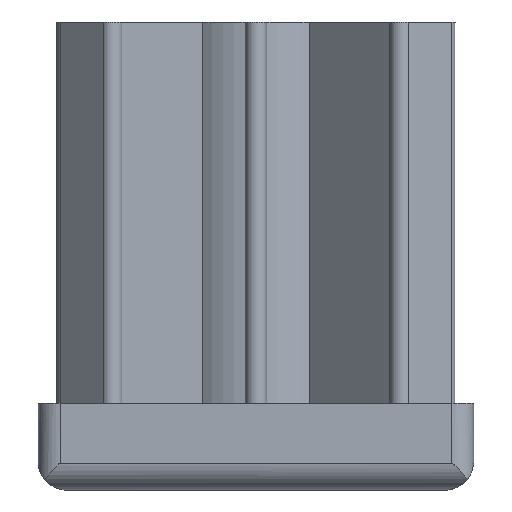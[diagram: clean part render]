
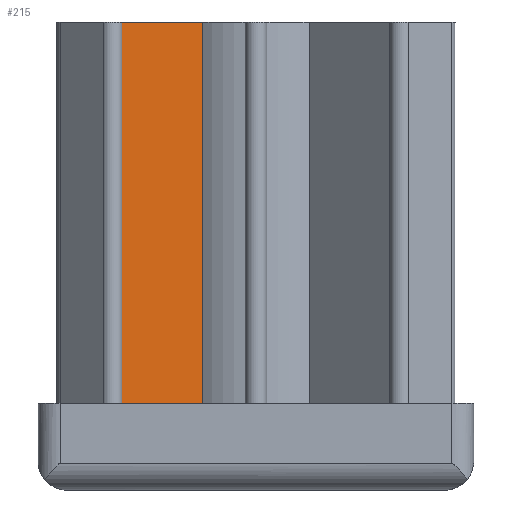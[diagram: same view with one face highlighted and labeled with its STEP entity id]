
A CAD part, front view. The second image highlights one B-rep face of the part: STEP entity #215.
In plain terms, the highlighted planar face has unit normal (0.707, -0.707, 0).
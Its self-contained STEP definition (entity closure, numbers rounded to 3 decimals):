
#215 = ADVANCED_FACE( '', ( #435 ), #436, .F. );
#435 = FACE_OUTER_BOUND( '', #650, .T. );
#436 = PLANE( '', #651 );
#650 = EDGE_LOOP( '', ( #1263, #1264, #1265, #1266 ) );
#651 = AXIS2_PLACEMENT_3D( '', #1267, #1268, #1269 );
#1263 = ORIENTED_EDGE( '', *, *, #1423, .T. );
#1264 = ORIENTED_EDGE( '', *, *, #1355, .T. );
#1265 = ORIENTED_EDGE( '', *, *, #1521, .F. );
#1266 = ORIENTED_EDGE( '', *, *, #1461, .F. );
#1267 = CARTESIAN_POINT( '', ( -13.879, -15.293, 43. ) );
#1268 = DIRECTION( '', ( -0.707, 0.707, 0. ) );
#1269 = DIRECTION( '', ( -0.707, -0.707, 0. ) );
#1355 = EDGE_CURVE( '', #1659, #1657, #1660, .T. );
#1423 = EDGE_CURVE( '', #1763, #1659, #1764, .T. );
#1461 = EDGE_CURVE( '', #1763, #1819, #1820, .T. );
#1521 = EDGE_CURVE( '', #1819, #1657, #1897, .T. );
#1657 = VERTEX_POINT( '', #2063 );
#1659 = VERTEX_POINT( '', #2065 );
#1660 = LINE( '', #2066, #2067 );
#1763 = VERTEX_POINT( '', #2289 );
#1764 = LINE( '', #2290, #2291 );
#1819 = VERTEX_POINT( '', #2378 );
#1820 = LINE( '', #2379, #2380 );
#1897 = LINE( '', #2520, #2521 );
#2063 = CARTESIAN_POINT( '', ( -4.905, -6.32, 8. ) );
#2065 = CARTESIAN_POINT( '', ( -13.879, -15.293, 8. ) );
#2066 = CARTESIAN_POINT( '', ( -13.879, -15.293, 8. ) );
#2067 = VECTOR( '', #2668, 1000. );
#2289 = CARTESIAN_POINT( '', ( -13.879, -15.293, 43. ) );
#2290 = CARTESIAN_POINT( '', ( -13.879, -15.293, 43. ) );
#2291 = VECTOR( '', #2725, 1000. );
#2378 = CARTESIAN_POINT( '', ( -4.905, -6.32, 43. ) );
#2379 = CARTESIAN_POINT( '', ( -13.879, -15.293, 43. ) );
#2380 = VECTOR( '', #2766, 1000. );
#2520 = CARTESIAN_POINT( '', ( -4.905, -6.32, 43. ) );
#2521 = VECTOR( '', #2834, 1000. );
#2668 = DIRECTION( '', ( 0.707, 0.707, 0. ) );
#2725 = DIRECTION( '', ( 0., 0., -1. ) );
#2766 = DIRECTION( '', ( 0.707, 0.707, 0. ) );
#2834 = DIRECTION( '', ( 0., 0., -1. ) );
